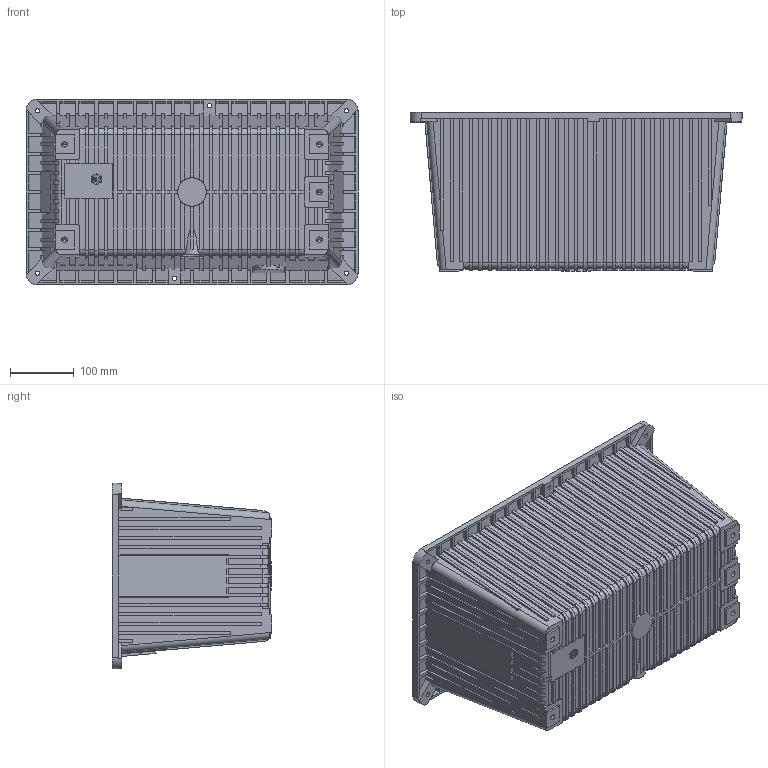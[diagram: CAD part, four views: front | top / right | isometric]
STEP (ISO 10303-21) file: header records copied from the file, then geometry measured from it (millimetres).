
FILE_DESCRIPTION((''),'2;1');
FILE_NAME('170206000000_INT','2021-01-21T11:56:13',('W.Rathmann'),(''),'CREO PARAMETRIC BY PTC INC, 2020044','CREO PARAMETRIC BY PTC INC, 2020044','');
FILE_SCHEMA(('CONFIG_CONTROL_DESIGN'));
Length unit declared in the file: millimetre
Products named in the file (1): 170206000000_INT
Bounding box: 521 x 250 x 291 mm (x, y, z)
Volume: 2974329.6 mm3; surface area: 1044862.8 mm2
Topology: 1 solids, 1 shells, 1065 faces, 3110 edges, 2082 vertices
Faces by surface type: plane 850, cylinder 201, cone 10, bspline 4
Entity records: 34996 total; most frequent: CARTESIAN_POINT 6623, ORIENTED_EDGE 6144, DIRECTION 5553, EDGE_CURVE 3072, VECTOR 2601, LINE 2601, VERTEX_POINT 2026, AXIS2_PLACEMENT_3D 1476
